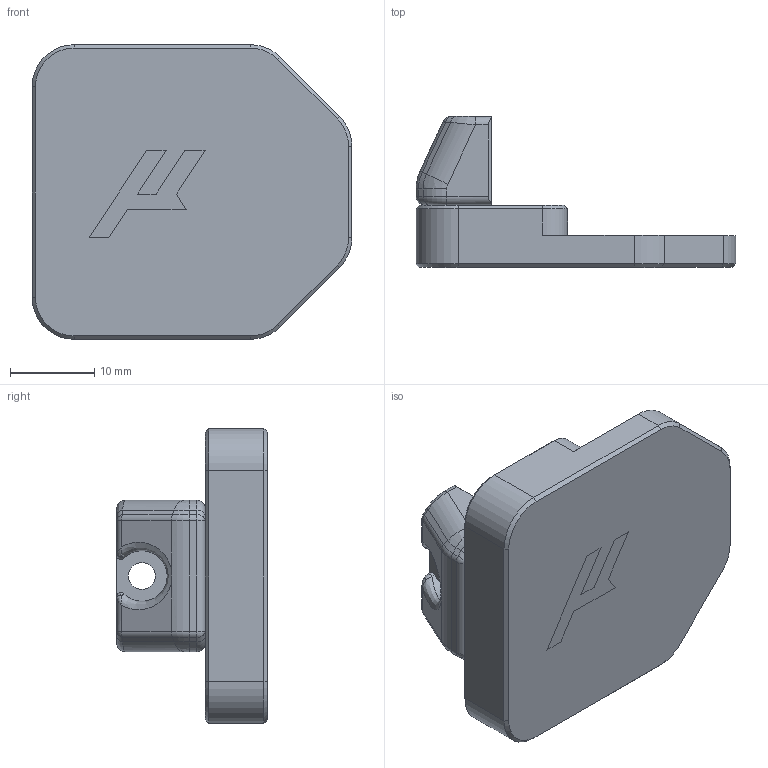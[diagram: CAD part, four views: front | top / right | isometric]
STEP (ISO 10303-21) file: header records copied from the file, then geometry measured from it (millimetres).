
FILE_DESCRIPTION(/* description */ (''),/* implementation_level */ '2;1');
FILE_NAME(/* name */ 'Mikes Micron Door Handle.step',/* time_stamp */ '2022-12-24T12:48:42+01:00',/* author */ (''),/* organization */ (''),/* preprocessor_version */ 'ST-DEVELOPER v19.2',/* originating_system */ 'Autodesk Translation Framework v11.17.0.187',/* authorisation */ '');
FILE_SCHEMA (('AUTOMOTIVE_DESIGN { 1 0 10303 214 3 1 1 }'));
Length unit declared in the file: millimetre
Products named in the file (1): Micron_CAD_Assembly_14.12.2022
Bounding box: 38 x 17.9 x 35 mm (x, y, z)
Volume: 7150.6 mm3; surface area: 5018 mm2
Topology: 3 solids, 3 shells, 160 faces, 380 edges, 227 vertices
Faces by surface type: plane 82, cylinder 44, cone 13, bspline 9, torus 8, sphere 4
Full cylindrical faces by diameter (mm): 3.2 x1
Entity records: 4846 total; most frequent: CARTESIAN_POINT 1093, DIRECTION 792, ORIENTED_EDGE 756, EDGE_CURVE 378, AXIS2_PLACEMENT_3D 271, LINE 250, VECTOR 250, VERTEX_POINT 227
